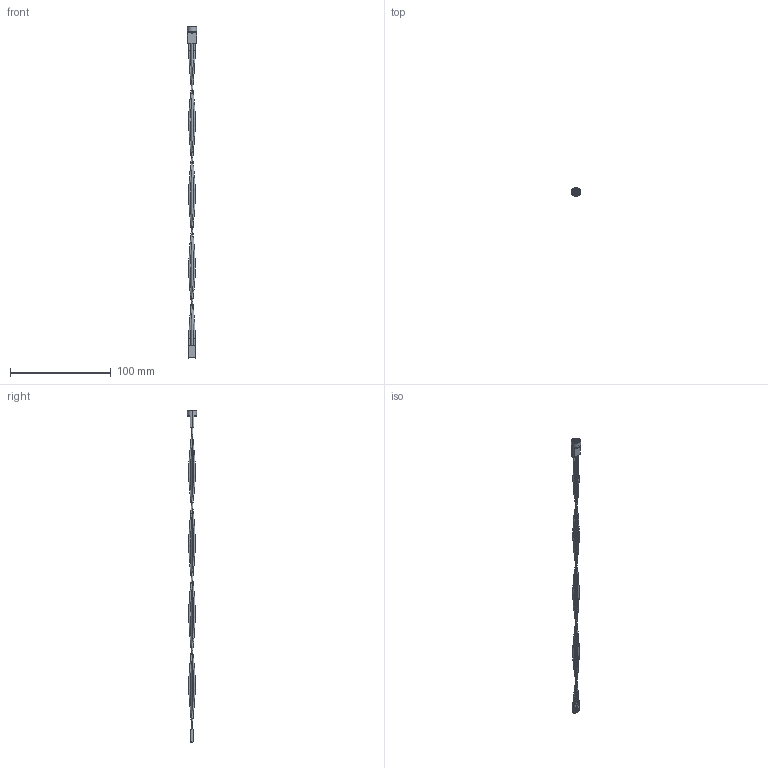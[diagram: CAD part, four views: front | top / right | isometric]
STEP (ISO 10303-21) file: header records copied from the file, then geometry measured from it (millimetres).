
FILE_DESCRIPTION (( 'STEP AP214' ), '1' );
FILE_NAME ('CNX_D_Series.STEP', '2018-07-25T23:14:41', ( 'user' ), ( 'Microsoft' ), 'SwSTEP 2.0', 'SolidWorks 2018', '' );
FILE_SCHEMA (( 'AUTOMOTIVE_DESIGN' ));
Length unit declared in the file: inch
Products named in the file (5): 450 230; _24 AWG 1007 3 twisted wire; 450 001 Rev003_Crimped; 450 303 Rev002_450 303; CNX_D_Series
Assembly tree (9 placements, depth 2):
  CNX_D_Series
    450 303 Rev002_450 303
    450 001 Rev003_Crimped  x6
    _24 AWG 1007 3 twisted wire
    450 230
Bounding box: 9.14 x 9.14 x 330.05 mm (x, y, z)
Volume: 2034.1 mm3; surface area: 6217.3 mm2
Topology: 26 solids, 26 shells, 1436 faces, 3839 edges, 2493 vertices
Faces by surface type: plane 942, cylinder 273, bspline 190, cone 18, torus 9, sphere 4
Entity records: 27276 total; most frequent: CARTESIAN_POINT 11757, ORIENTED_EDGE 3254, DIRECTION 2625, EDGE_CURVE 1627, LINE 1155, VECTOR 1155, VERTEX_POINT 1063, AXIS2_PLACEMENT_3D 735
